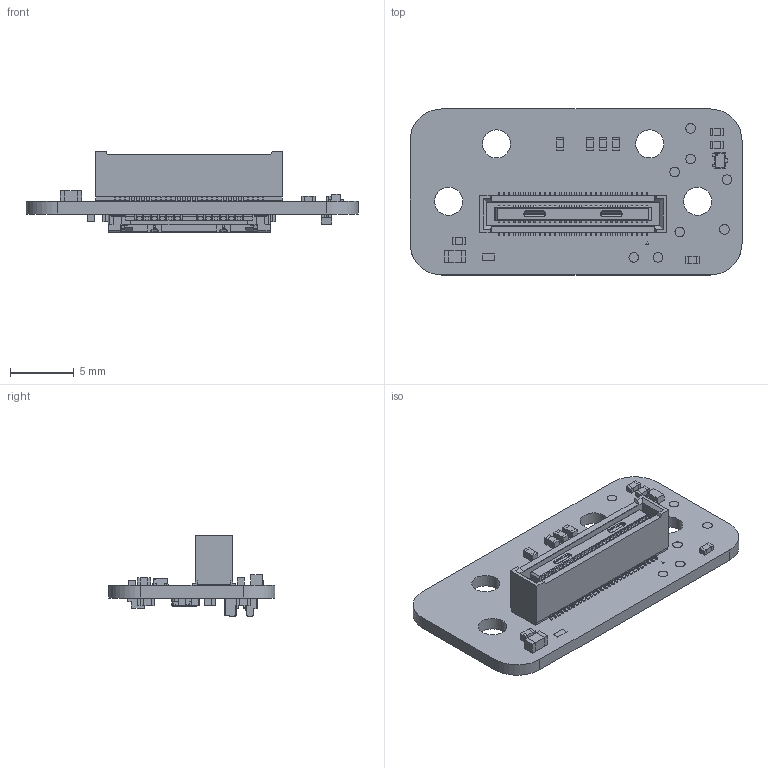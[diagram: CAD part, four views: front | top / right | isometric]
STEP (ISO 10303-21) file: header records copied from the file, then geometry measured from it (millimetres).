
FILE_DESCRIPTION(('Open CASCADE Model'),'2;1');
FILE_NAME('Open CASCADE Shape Model','2025-11-03T13:50:35',('Author'),( 'Open CASCADE'),'Open CASCADE STEP processor 7.5','Open CASCADE 7.5' ,'Unknown');
FILE_SCHEMA(('AUTOMOTIVE_DESIGN { 1 0 10303 214 1 1 1 1 }'));
Length unit declared in the file: millimetre
Products named in the file (80): PCB; Board; Open CASCADE STEP translator 7.5 1.1.1; TP22; 7314792128; Cylinder; TP21; TP19; TP17; TP15; TP13; TP11; TP9; TP2; 7314168080; Extruded; TP1; 7314168320; R42; 7314784768; 7314784608; R39; R1; Q1; ESD7C5.0DT5G--3DModel-STEP-56544; P67; DF40HC(4.0)-60DS; P1P67; 7314163120; P1J2U; P1J1; 7331668496; J2U; DF56C-26S-0.3V_RGB8421504; J1L; 5052704012_RGB8421504; D3; LTST-C190KGKT; C23; 7314790928 ...
Assembly tree (149 placements, depth 4):
  PCB
    Board
      Open CASCADE STEP translator 7.5 1.1.1
    TP22
      7314792128
        Cylinder
    TP21
      7314792128
        Cylinder
    TP19
      7314792128
        Cylinder
    TP17
      7314792128
        Cylinder
    TP15
      7314792128
        Cylinder
    TP13
      7314792128
        Cylinder
    TP11
      7314792128
        Cylinder
    TP9
      7314792128
        Cylinder
    TP2
      7314168080
        Extruded
    TP1
      7314168320
        Extruded
    R42
      7314784768  x2
        Extruded
      7314784608
        Extruded
    R39
      7314784768  x2
        Extruded
      7314784608
        Extruded
    R1
      7314784768  x2
        Extruded
      7314784608
        Extruded
    Q1
      ESD7C5.0DT5G--3DModel-STEP-56544
    P67
      DF40HC(4.0)-60DS
    P1P67
      7314163120
        Extruded
    P1J2U
      7314163120
        Extruded
    P1J1
      7331668496
Bounding box: 26 x 13 x 6.33 mm (x, y, z)
Volume: 492.4 mm3; surface area: 1374.2 mm2
Topology: 97 solids, 97 shells, 3851 faces, 10276 edges, 6818 vertices
Faces by surface type: plane 2838, cylinder 1001, cone 12
Full cylindrical faces by diameter (mm): 0.75 x8, 2.2 x4
Entity records: 111594 total; most frequent: CARTESIAN_POINT 19551, ORIENTED_EDGE 19004, DIRECTION 18708, EDGE_CURVE 9502, LINE 7478, VECTOR 7478, VERTEX_POINT 6302, AXIS2_PLACEMENT_3D 5615
